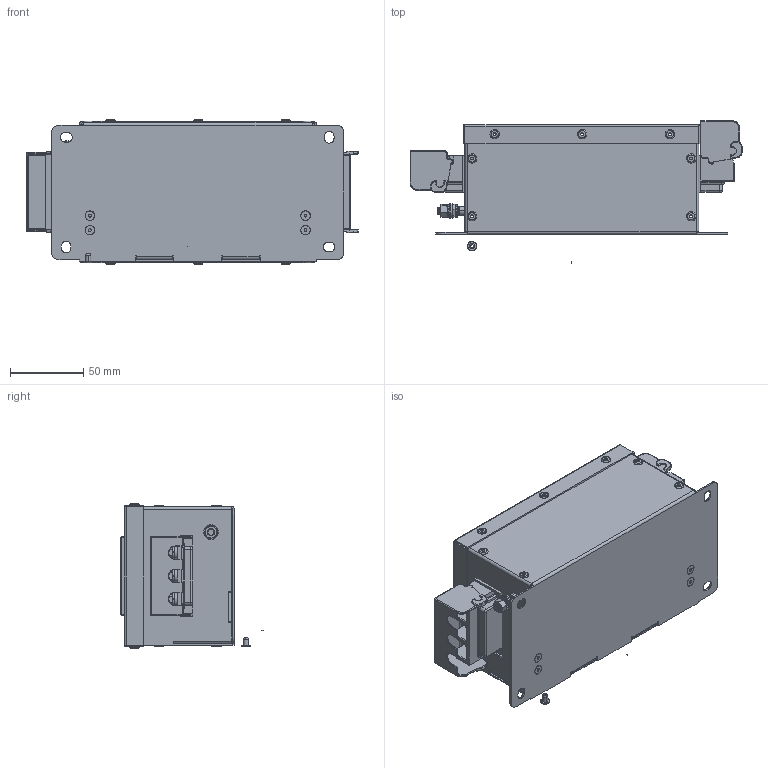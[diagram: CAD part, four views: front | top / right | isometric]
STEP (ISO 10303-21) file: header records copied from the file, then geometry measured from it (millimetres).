
FILE_DESCRIPTION (( 'STEP AP214' ), '1' );
FILE_NAME ('TB6-B040AS.STEP', '2022-05-10T17:54:17', ( '' ), ( '' ), 'SwSTEP 2.0', 'SolidWorks 2021', '' );
FILE_SCHEMA (( 'AUTOMOTIVE_DESIGN' ));
Length unit declared in the file: inch
Products named in the file (1): TB6-B040AS
Bounding box: 227.26 x 97.22 x 99 mm (x, y, z)
Volume: 307167 mm3; surface area: 183598.4 mm2
Topology: 47 solids, 50 shells, 1904 faces, 4878 edges, 3076 vertices
Faces by surface type: plane 881, cylinder 540, bspline 304, cone 149, torus 22, sphere 8
Entity records: 67606 total; most frequent: CARTESIAN_POINT 22251, ORIENTED_EDGE 9728, DIRECTION 8768, EDGE_CURVE 4864, VERTEX_POINT 3076, AXIS2_PLACEMENT_3D 2985, LINE 2798, VECTOR 2798
